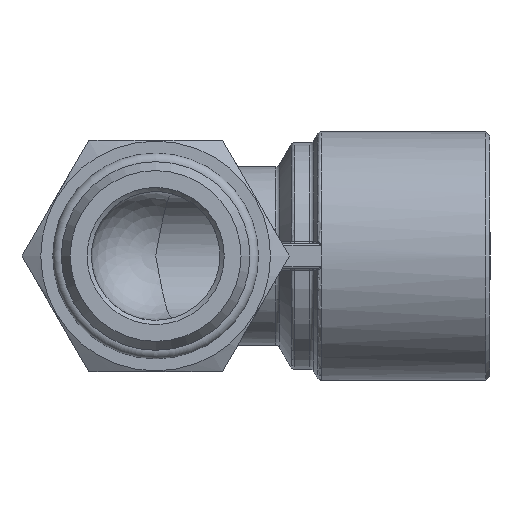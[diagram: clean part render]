
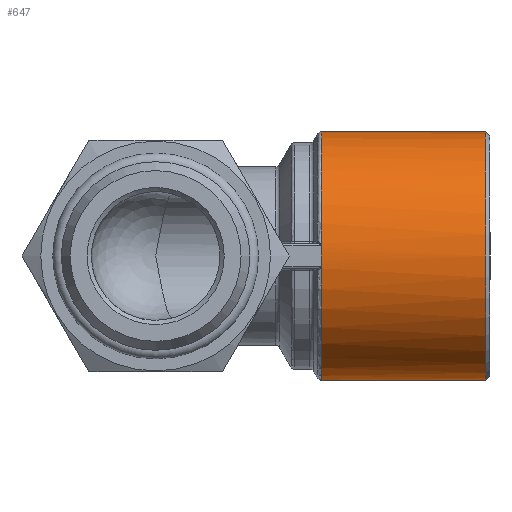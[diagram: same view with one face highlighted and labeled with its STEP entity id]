
A CAD part, front view. The second image highlights one B-rep face of the part: STEP entity #647.
In plain terms, the highlighted cylindrical face has radius 14.5 mm (diameter 29 mm), a full revolution.
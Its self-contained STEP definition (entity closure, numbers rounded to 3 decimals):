
#647 = ADVANCED_FACE( 'NONE', ( #1390, #1391 ), #1392, .T. );
#1390 = FACE_OUTER_BOUND( '', #4264, .T. );
#1391 = FACE_OUTER_BOUND( '', #4265, .T. );
#1392 = CYLINDRICAL_SURFACE( '', #4266, 14.5 );
#4264 = EDGE_LOOP( '', ( #6569, #6570, #6571 ) );
#4265 = EDGE_LOOP( '', ( #6572 ) );
#4266 = AXIS2_PLACEMENT_3D( '', #6573, #6574, #6575 );
#6569 = ORIENTED_EDGE( '', *, *, #7964, .T. );
#6570 = ORIENTED_EDGE( '', *, *, #7980, .T. );
#6571 = ORIENTED_EDGE( '', *, *, #7997, .T. );
#6572 = ORIENTED_EDGE( '', *, *, #7815, .T. );
#6573 = CARTESIAN_POINT( '', ( 0., 0., 0. ) );
#6574 = DIRECTION( '', ( 1., 0., 0. ) );
#6575 = DIRECTION( '', ( 0., 0., 1. ) );
#7815 = EDGE_CURVE( 'NONE', #9057, #9057, #9058, .T. );
#7964 = EDGE_CURVE( 'NONE', #8800, #8202, #9255, .T. );
#7980 = EDGE_CURVE( 'NONE', #8202, #8371, #9275, .T. );
#7997 = EDGE_CURVE( 'NONE', #8371, #8800, #9292, .T. );
#8202 = VERTEX_POINT( 'NONE', #9629 );
#8371 = VERTEX_POINT( 'NONE', #10153 );
#8800 = VERTEX_POINT( 'NONE', #11689 );
#9057 = VERTEX_POINT( '', #12575 );
#9058 = CIRCLE( '', #12576, 14.5 );
#9255 = CIRCLE( '', #13213, 14.5 );
#9275 = CIRCLE( '', #13260, 14.5 );
#9292 = CIRCLE( '', #13349, 14.5 );
#9629 = CARTESIAN_POINT( '', ( 19.299, -14.428, 1.44 ) );
#10153 = CARTESIAN_POINT( '', ( 19.299, -14.5, 0. ) );
#11689 = CARTESIAN_POINT( '', ( 19.299, -14.428, -1.44 ) );
#12575 = CARTESIAN_POINT( '', ( 38.5, 0., 14.5 ) );
#12576 = AXIS2_PLACEMENT_3D( '', #14430, #14431, #14432 );
#13213 = AXIS2_PLACEMENT_3D( '', #14527, #14528, #14529 );
#13260 = AXIS2_PLACEMENT_3D( '', #14543, #14544, #14545 );
#13349 = AXIS2_PLACEMENT_3D( '', #14549, #14550, #14551 );
#14430 = CARTESIAN_POINT( '', ( 38.5, 0., 0. ) );
#14431 = DIRECTION( '', ( -1., 0., 0. ) );
#14432 = DIRECTION( '', ( 0., 0., 1. ) );
#14527 = CARTESIAN_POINT( '', ( 19.299, 0., 0. ) );
#14528 = DIRECTION( '', ( 1., 0., 0. ) );
#14529 = DIRECTION( '', ( 0., 0., -1. ) );
#14543 = CARTESIAN_POINT( '', ( 19.299, 0., 0. ) );
#14544 = DIRECTION( '', ( 1., 0., 0. ) );
#14545 = DIRECTION( '', ( 0., 0., -1. ) );
#14549 = CARTESIAN_POINT( '', ( 19.299, 0., 0. ) );
#14550 = DIRECTION( '', ( 1., 0., 0. ) );
#14551 = DIRECTION( '', ( 0., 0., -1. ) );
